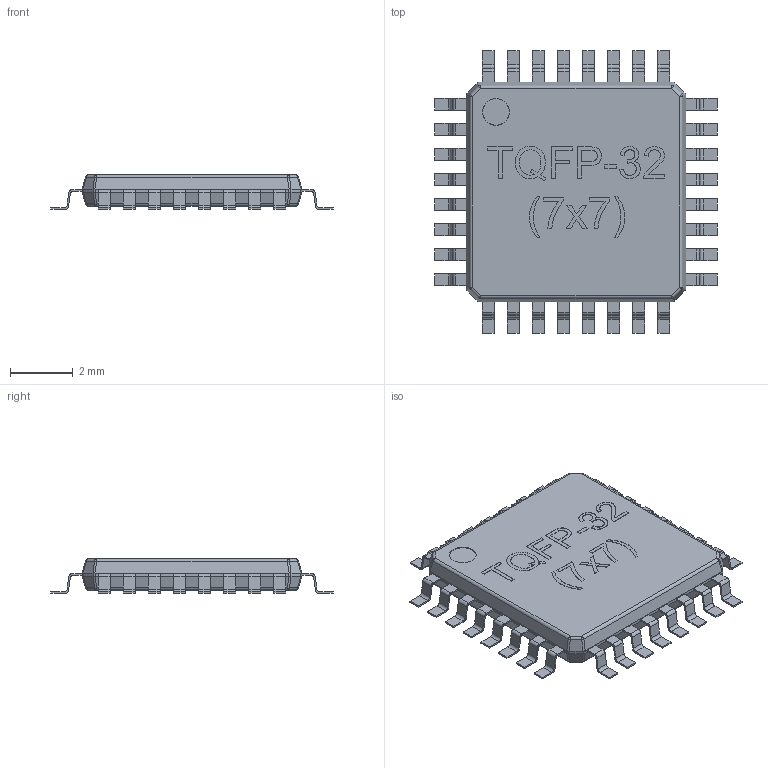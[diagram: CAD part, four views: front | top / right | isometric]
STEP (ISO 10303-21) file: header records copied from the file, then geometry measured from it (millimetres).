
FILE_DESCRIPTION(('HOOPS Exchange Step'),'2;1');
FILE_NAME('temp_export','2025-08-23T16:00:33+07:00',('Nhatkhongbuon'),('Shapr3D Limited'),'HOOPS Exchange 2024.8','Shapr3D','Authorized');
FILE_SCHEMA( ('AP242_MANAGED_MODEL_BASED_3D_ENGINEERING_MIM_LF {1 0 10303 442 1 1 4}') );
Length unit declared in the file: millimetre
Products named in the file (2): TQFP-32.STEP; root
Assembly tree (1 placements, depth 2):
  root
    TQFP-32.STEP
Bounding box: 9 x 9 x 1.11 mm (x, y, z)
Volume: 48.1 mm3; surface area: 162.5 mm2
Topology: 13 solids, 13 shells, 629 faces, 1677 edges, 1091 vertices
Faces by surface type: plane 405, cylinder 169, bspline 37, sphere 16, torus 2
Full cylindrical faces by diameter (mm): 0.85 x1
Entity records: 20627 total; most frequent: CARTESIAN_POINT 4850, ORIENTED_EDGE 3322, DIRECTION 3106, EDGE_CURVE 1661, VECTOR 1228, LINE 1228, VERTEX_POINT 1091, AXIS2_PLACEMENT_3D 939
